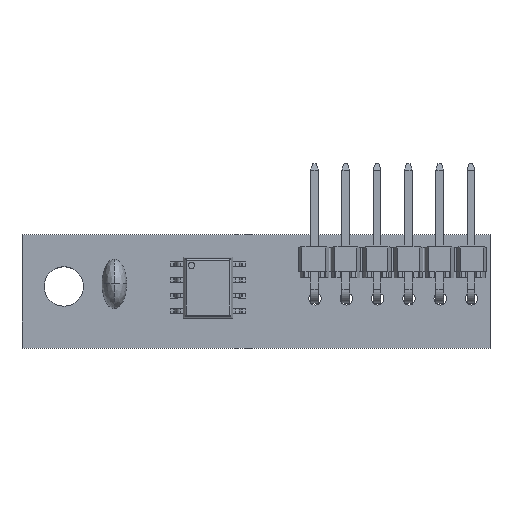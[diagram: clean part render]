
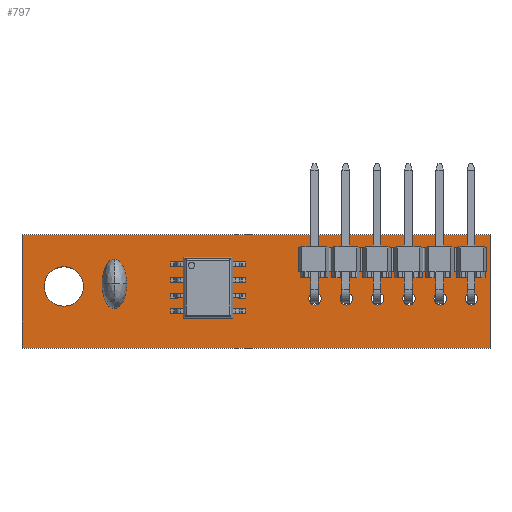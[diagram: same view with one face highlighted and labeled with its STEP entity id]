
A CAD part, top view. The second image highlights one B-rep face of the part: STEP entity #797.
In plain terms, the highlighted planar face has unit normal (0, 0, 1).
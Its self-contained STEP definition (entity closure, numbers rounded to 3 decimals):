
#47 = VERTEX_POINT('',#48);
#48 = CARTESIAN_POINT('',(36.1,5.4,0.803));
#54 = EDGE_CURVE('',#47,#55,#57,.T.);
#55 = VERTEX_POINT('',#56);
#56 = CARTESIAN_POINT('',(-1.9,5.4,0.803));
#57 = LINE('',#58,#59);
#58 = CARTESIAN_POINT('',(36.1,5.4,0.803));
#59 = VECTOR('',#60,1.);
#60 = DIRECTION('',(-1.,0.,0.));
#87 = VERTEX_POINT('',#88);
#88 = CARTESIAN_POINT('',(36.1,-3.8,0.803));
#94 = EDGE_CURVE('',#87,#47,#95,.T.);
#95 = LINE('',#96,#97);
#96 = CARTESIAN_POINT('',(36.1,-3.8,0.803));
#97 = VECTOR('',#98,1.);
#98 = DIRECTION('',(0.,1.,0.));
#116 = EDGE_CURVE('',#55,#117,#119,.T.);
#117 = VERTEX_POINT('',#118);
#118 = CARTESIAN_POINT('',(-1.9,-3.8,0.803));
#119 = LINE('',#120,#121);
#120 = CARTESIAN_POINT('',(-1.9,5.4,0.803));
#121 = VECTOR('',#122,1.);
#122 = DIRECTION('',(0.,-1.,0.));
#147 = EDGE_CURVE('',#117,#87,#148,.T.);
#148 = LINE('',#149,#150);
#149 = CARTESIAN_POINT('',(-1.9,-3.8,0.803));
#150 = VECTOR('',#151,1.);
#151 = DIRECTION('',(1.,0.,0.));
#180 = VERTEX_POINT('',#181);
#181 = CARTESIAN_POINT('',(22.408,0.2,0.803));
#187 = EDGE_CURVE('',#188,#180,#190,.T.);
#188 = VERTEX_POINT('',#189);
#189 = CARTESIAN_POINT('',(21.392,0.2,0.803));
#190 = CIRCLE('',#191,0.508);
#191 = AXIS2_PLACEMENT_3D('',#192,#193,#194);
#192 = CARTESIAN_POINT('',(21.9,0.2,0.803));
#193 = DIRECTION('',(0.,0.,1.));
#194 = DIRECTION('',(1.,0.,0.));
#209 = EDGE_CURVE('',#180,#188,#210,.T.);
#210 = CIRCLE('',#211,0.508);
#211 = AXIS2_PLACEMENT_3D('',#212,#213,#214);
#212 = CARTESIAN_POINT('',(21.9,0.2,0.803));
#213 = DIRECTION('',(0.,0.,1.));
#214 = DIRECTION('',(1.,0.,0.));
#245 = VERTEX_POINT('',#246);
#246 = CARTESIAN_POINT('',(24.948,0.2,0.803));
#252 = EDGE_CURVE('',#253,#245,#255,.T.);
#253 = VERTEX_POINT('',#254);
#254 = CARTESIAN_POINT('',(23.932,0.2,0.803));
#255 = CIRCLE('',#256,0.508);
#256 = AXIS2_PLACEMENT_3D('',#257,#258,#259);
#257 = CARTESIAN_POINT('',(24.44,0.2,0.803));
#258 = DIRECTION('',(0.,0.,1.));
#259 = DIRECTION('',(1.,0.,0.));
#274 = EDGE_CURVE('',#245,#253,#275,.T.);
#275 = CIRCLE('',#276,0.508);
#276 = AXIS2_PLACEMENT_3D('',#277,#278,#279);
#277 = CARTESIAN_POINT('',(24.44,0.2,0.803));
#278 = DIRECTION('',(0.,0.,1.));
#279 = DIRECTION('',(1.,0.,0.));
#310 = VERTEX_POINT('',#311);
#311 = CARTESIAN_POINT('',(27.488,0.2,0.803));
#317 = EDGE_CURVE('',#318,#310,#320,.T.);
#318 = VERTEX_POINT('',#319);
#319 = CARTESIAN_POINT('',(26.472,0.2,0.803));
#320 = CIRCLE('',#321,0.508);
#321 = AXIS2_PLACEMENT_3D('',#322,#323,#324);
#322 = CARTESIAN_POINT('',(26.98,0.2,0.803));
#323 = DIRECTION('',(0.,0.,1.));
#324 = DIRECTION('',(1.,0.,0.));
#339 = EDGE_CURVE('',#310,#318,#340,.T.);
#340 = CIRCLE('',#341,0.508);
#341 = AXIS2_PLACEMENT_3D('',#342,#343,#344);
#342 = CARTESIAN_POINT('',(26.98,0.2,0.803));
#343 = DIRECTION('',(0.,0.,1.));
#344 = DIRECTION('',(1.,0.,0.));
#375 = VERTEX_POINT('',#376);
#376 = CARTESIAN_POINT('',(35.108,0.2,0.803));
#382 = EDGE_CURVE('',#383,#375,#385,.T.);
#383 = VERTEX_POINT('',#384);
#384 = CARTESIAN_POINT('',(34.092,0.2,0.803));
#385 = CIRCLE('',#386,0.508);
#386 = AXIS2_PLACEMENT_3D('',#387,#388,#389);
#387 = CARTESIAN_POINT('',(34.6,0.2,0.803));
#388 = DIRECTION('',(0.,0.,1.));
#389 = DIRECTION('',(1.,0.,0.));
#404 = EDGE_CURVE('',#375,#383,#405,.T.);
#405 = CIRCLE('',#406,0.508);
#406 = AXIS2_PLACEMENT_3D('',#407,#408,#409);
#407 = CARTESIAN_POINT('',(34.6,0.2,0.803));
#408 = DIRECTION('',(0.,0.,1.));
#409 = DIRECTION('',(1.,0.,0.));
#440 = VERTEX_POINT('',#441);
#441 = CARTESIAN_POINT('',(32.568,0.2,0.803));
#447 = EDGE_CURVE('',#448,#440,#450,.T.);
#448 = VERTEX_POINT('',#449);
#449 = CARTESIAN_POINT('',(31.552,0.2,0.803));
#450 = CIRCLE('',#451,0.508);
#451 = AXIS2_PLACEMENT_3D('',#452,#453,#454);
#452 = CARTESIAN_POINT('',(32.06,0.2,0.803));
#453 = DIRECTION('',(0.,0.,1.));
#454 = DIRECTION('',(1.,0.,0.));
#469 = EDGE_CURVE('',#440,#448,#470,.T.);
#470 = CIRCLE('',#471,0.508);
#471 = AXIS2_PLACEMENT_3D('',#472,#473,#474);
#472 = CARTESIAN_POINT('',(32.06,0.2,0.803));
#473 = DIRECTION('',(0.,0.,1.));
#474 = DIRECTION('',(1.,0.,0.));
#505 = VERTEX_POINT('',#506);
#506 = CARTESIAN_POINT('',(30.028,0.2,0.803));
#512 = EDGE_CURVE('',#513,#505,#515,.T.);
#513 = VERTEX_POINT('',#514);
#514 = CARTESIAN_POINT('',(29.012,0.2,0.803));
#515 = CIRCLE('',#516,0.508);
#516 = AXIS2_PLACEMENT_3D('',#517,#518,#519);
#517 = CARTESIAN_POINT('',(29.52,0.2,0.803));
#518 = DIRECTION('',(0.,0.,1.));
#519 = DIRECTION('',(1.,0.,0.));
#534 = EDGE_CURVE('',#505,#513,#535,.T.);
#535 = CIRCLE('',#536,0.508);
#536 = AXIS2_PLACEMENT_3D('',#537,#538,#539);
#537 = CARTESIAN_POINT('',(29.52,0.2,0.803));
#538 = DIRECTION('',(0.,0.,1.));
#539 = DIRECTION('',(1.,0.,0.));
#570 = VERTEX_POINT('',#571);
#571 = CARTESIAN_POINT('',(5.981,-0.1,0.803));
#577 = EDGE_CURVE('',#578,#570,#580,.T.);
#578 = VERTEX_POINT('',#579);
#579 = CARTESIAN_POINT('',(5.219,-0.1,0.803));
#580 = CIRCLE('',#581,0.381);
#581 = AXIS2_PLACEMENT_3D('',#582,#583,#584);
#582 = CARTESIAN_POINT('',(5.6,-0.1,0.803));
#583 = DIRECTION('',(0.,0.,1.));
#584 = DIRECTION('',(1.,0.,0.));
#599 = EDGE_CURVE('',#570,#578,#600,.T.);
#600 = CIRCLE('',#601,0.381);
#601 = AXIS2_PLACEMENT_3D('',#602,#603,#604);
#602 = CARTESIAN_POINT('',(5.6,-0.1,0.803));
#603 = DIRECTION('',(0.,0.,1.));
#604 = DIRECTION('',(1.,0.,0.));
#635 = VERTEX_POINT('',#636);
#636 = CARTESIAN_POINT('',(3.1,1.2,0.803));
#642 = EDGE_CURVE('',#643,#635,#645,.T.);
#643 = VERTEX_POINT('',#644);
#644 = CARTESIAN_POINT('',(-0.1,1.2,0.803));
#645 = CIRCLE('',#646,1.6);
#646 = AXIS2_PLACEMENT_3D('',#647,#648,#649);
#647 = CARTESIAN_POINT('',(1.5,1.2,0.803));
#648 = DIRECTION('',(0.,0.,1.));
#649 = DIRECTION('',(1.,0.,0.));
#664 = EDGE_CURVE('',#635,#643,#665,.T.);
#665 = CIRCLE('',#666,1.6);
#666 = AXIS2_PLACEMENT_3D('',#667,#668,#669);
#667 = CARTESIAN_POINT('',(1.5,1.2,0.803));
#668 = DIRECTION('',(0.,0.,1.));
#669 = DIRECTION('',(1.,0.,0.));
#700 = VERTEX_POINT('',#701);
#701 = CARTESIAN_POINT('',(5.981,2.9,0.803));
#707 = EDGE_CURVE('',#708,#700,#710,.T.);
#708 = VERTEX_POINT('',#709);
#709 = CARTESIAN_POINT('',(5.219,2.9,0.803));
#710 = CIRCLE('',#711,0.381);
#711 = AXIS2_PLACEMENT_3D('',#712,#713,#714);
#712 = CARTESIAN_POINT('',(5.6,2.9,0.803));
#713 = DIRECTION('',(0.,0.,1.));
#714 = DIRECTION('',(1.,0.,0.));
#729 = EDGE_CURVE('',#700,#708,#730,.T.);
#730 = CIRCLE('',#731,0.381);
#731 = AXIS2_PLACEMENT_3D('',#732,#733,#734);
#732 = CARTESIAN_POINT('',(5.6,2.9,0.803));
#733 = DIRECTION('',(0.,0.,1.));
#734 = DIRECTION('',(1.,0.,0.));
#797 = ADVANCED_FACE('',(#798,#804,#808,#812,#816,#820,#824,#828,#832,
    #836),#840,.F.);
#798 = FACE_BOUND('',#799,.F.);
#799 = EDGE_LOOP('',(#800,#801,#802,#803));
#800 = ORIENTED_EDGE('',*,*,#54,.F.);
#801 = ORIENTED_EDGE('',*,*,#94,.F.);
#802 = ORIENTED_EDGE('',*,*,#147,.F.);
#803 = ORIENTED_EDGE('',*,*,#116,.F.);
#804 = FACE_BOUND('',#805,.F.);
#805 = EDGE_LOOP('',(#806,#807));
#806 = ORIENTED_EDGE('',*,*,#209,.T.);
#807 = ORIENTED_EDGE('',*,*,#187,.T.);
#808 = FACE_BOUND('',#809,.F.);
#809 = EDGE_LOOP('',(#810,#811));
#810 = ORIENTED_EDGE('',*,*,#274,.T.);
#811 = ORIENTED_EDGE('',*,*,#252,.T.);
#812 = FACE_BOUND('',#813,.F.);
#813 = EDGE_LOOP('',(#814,#815));
#814 = ORIENTED_EDGE('',*,*,#339,.T.);
#815 = ORIENTED_EDGE('',*,*,#317,.T.);
#816 = FACE_BOUND('',#817,.F.);
#817 = EDGE_LOOP('',(#818,#819));
#818 = ORIENTED_EDGE('',*,*,#404,.T.);
#819 = ORIENTED_EDGE('',*,*,#382,.T.);
#820 = FACE_BOUND('',#821,.F.);
#821 = EDGE_LOOP('',(#822,#823));
#822 = ORIENTED_EDGE('',*,*,#469,.T.);
#823 = ORIENTED_EDGE('',*,*,#447,.T.);
#824 = FACE_BOUND('',#825,.F.);
#825 = EDGE_LOOP('',(#826,#827));
#826 = ORIENTED_EDGE('',*,*,#534,.T.);
#827 = ORIENTED_EDGE('',*,*,#512,.T.);
#828 = FACE_BOUND('',#829,.F.);
#829 = EDGE_LOOP('',(#830,#831));
#830 = ORIENTED_EDGE('',*,*,#599,.T.);
#831 = ORIENTED_EDGE('',*,*,#577,.T.);
#832 = FACE_BOUND('',#833,.F.);
#833 = EDGE_LOOP('',(#834,#835));
#834 = ORIENTED_EDGE('',*,*,#664,.T.);
#835 = ORIENTED_EDGE('',*,*,#642,.T.);
#836 = FACE_BOUND('',#837,.F.);
#837 = EDGE_LOOP('',(#838,#839));
#838 = ORIENTED_EDGE('',*,*,#729,.T.);
#839 = ORIENTED_EDGE('',*,*,#707,.T.);
#840 = PLANE('',#841);
#841 = AXIS2_PLACEMENT_3D('',#842,#843,#844);
#842 = CARTESIAN_POINT('',(36.1,5.4,0.803));
#843 = DIRECTION('',(0.,0.,-1.));
#844 = DIRECTION('',(-1.,0.,0.));
